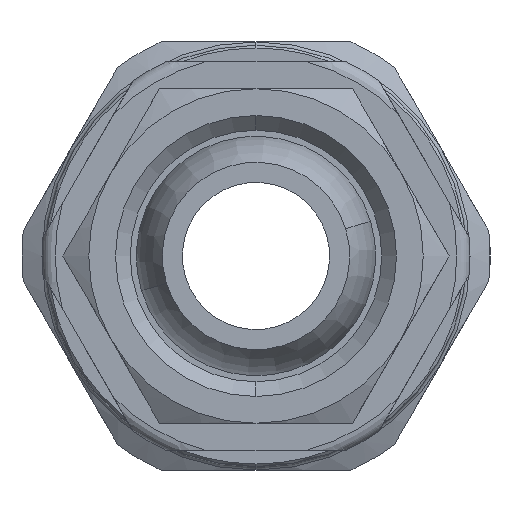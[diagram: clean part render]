
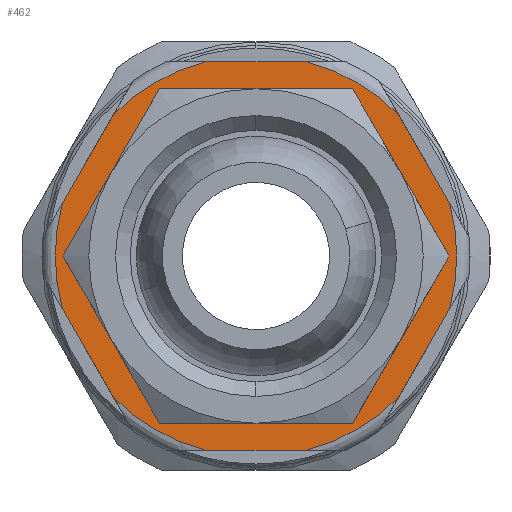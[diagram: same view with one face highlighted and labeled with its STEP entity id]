
A CAD part, left-side view. The second image highlights one B-rep face of the part: STEP entity #462.
In plain terms, the highlighted planar face has unit normal (-1, 0, 0).
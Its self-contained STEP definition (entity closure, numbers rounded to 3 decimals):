
#54 = DIRECTION ( 'NONE',  ( 0., -0.5, -0.866 ) ) ;
#56 = CARTESIAN_POINT ( 'NONE',  ( -3.55, 8.372, -14.5 ) ) ;
#78 = CARTESIAN_POINT ( 'NONE',  ( -3.55, -10.637, -10.576 ) ) ;
#81 = CARTESIAN_POINT ( 'NONE',  ( -3.55, -14.478, 3.924 ) ) ;
#83 = VERTEX_POINT ( 'NONE', #78 ) ;
#84 = VERTEX_POINT ( 'NONE', #81 ) ;
#90 = AXIS2_PLACEMENT_3D ( 'NONE', #966, #978, #987 ) ;
#97 = AXIS2_PLACEMENT_3D ( 'NONE', #3801, #3823, #807 ) ;
#99 = AXIS2_PLACEMENT_3D ( 'NONE', #824, #809, #808 ) ;
#101 = AXIS2_PLACEMENT_3D ( 'NONE', #829, #823, #830 ) ;
#104 = AXIS2_PLACEMENT_3D ( 'NONE', #3793, #3788, #3796 ) ;
#220 = EDGE_CURVE ( 'NONE', #3489, #3389, #1628, .T. ) ;
#229 = EDGE_CURVE ( 'NONE', #3442, #3539, #1636, .T. ) ;
#235 = EDGE_CURVE ( 'NONE', #3541, #83, #1642, .T. ) ;
#236 = EDGE_CURVE ( 'NONE', #83, #3444, #1641, .T. ) ;
#257 = EDGE_CURVE ( 'NONE', #3444, #84, #729, .T. ) ;
#259 = EDGE_CURVE ( 'NONE', #3425, #3541, #728, .T. ) ;
#260 = EDGE_CURVE ( 'NONE', #3539, #3446, #731, .T. ) ;
#275 = EDGE_CURVE ( 'NONE', #3503, #3476, #1852, .T. ) ;
#278 = EDGE_CURVE ( 'NONE', #3446, #3383, #2395, .T. ) ;
#279 = EDGE_CURVE ( 'NONE', #3383, #3388, #1854, .T. ) ;
#282 = EDGE_CURVE ( 'NONE', #3388, #3489, #2427, .T. ) ;
#288 = EDGE_CURVE ( 'NONE', #3389, #3425, #364, .T. ) ;
#364 = CIRCLE ( 'NONE', #104, 15. ) ;
#462 = ADVANCED_FACE ( 'NONE', ( #2794, #2795 ), #780, .T. ) ;
#544 = CARTESIAN_POINT ( 'NONE',  ( -3.55, 3.841, -14.5 ) ) ;
#561 = CARTESIAN_POINT ( 'NONE',  ( -3.55, -10.637, 10.576 ) ) ;
#563 = CARTESIAN_POINT ( 'NONE',  ( -3.55, -14.478, -3.924 ) ) ;
#565 = CARTESIAN_POINT ( 'NONE',  ( -3.55, 3.841, 14.5 ) ) ;
#595 = CARTESIAN_POINT ( 'NONE',  ( -3.55, 7.967, 4.6 ) ) ;
#608 = CARTESIAN_POINT ( 'NONE',  ( -3.55, 14.478, -3.924 ) ) ;
#622 = CARTESIAN_POINT ( 'NONE',  ( -3.55, -7.967, -4.6 ) ) ;
#658 = CARTESIAN_POINT ( 'NONE',  ( -3.55, -3.841, 14.5 ) ) ;
#660 = CARTESIAN_POINT ( 'NONE',  ( -3.55, -3.841, -14.5 ) ) ;
#728 = LINE ( 'NONE', #3685, #730 ) ;
#729 = CIRCLE ( 'NONE', #90, 15. ) ;
#730 = VECTOR ( 'NONE', #3684, 1000. ) ;
#731 = LINE ( 'NONE', #3674, #732 ) ;
#732 = VECTOR ( 'NONE', #3673, 1000. ) ;
#780 = PLANE ( 'NONE',  #2480 ) ;
#781 = CARTESIAN_POINT ( 'NONE',  ( -3.55, -7.5, 12.99 ) ) ;
#782 = DIRECTION ( 'NONE',  ( -1., 0., 0. ) ) ;
#783 = DIRECTION ( 'NONE',  ( 0., -0.866, -0.5 ) ) ;
#795 = CARTESIAN_POINT ( 'NONE',  ( -3.55, 16.743, 0. ) ) ;
#796 = DIRECTION ( 'NONE',  ( 0., 0.5, -0.866 ) ) ;
#807 = DIRECTION ( 'NONE',  ( 0., -0.866, -0.5 ) ) ;
#808 = DIRECTION ( 'NONE',  ( 0., -0.866, -0.5 ) ) ;
#809 = DIRECTION ( 'NONE',  ( -1., 0., 0. ) ) ;
#823 = DIRECTION ( 'NONE',  ( -1., 0., 0. ) ) ;
#824 = CARTESIAN_POINT ( 'NONE',  ( -3.55, 0., 0. ) ) ;
#829 = CARTESIAN_POINT ( 'NONE',  ( -3.55, 0., 0. ) ) ;
#830 = DIRECTION ( 'NONE',  ( 0., -0.866, -0.5 ) ) ;
#891 = AXIS2_PLACEMENT_3D ( 'NONE', #3106, #3153, #3152 ) ;
#893 = AXIS2_PLACEMENT_3D ( 'NONE', #3126, #3130, #3132 ) ;
#966 = CARTESIAN_POINT ( 'NONE',  ( -3.55, 0., 0. ) ) ;
#978 = DIRECTION ( 'NONE',  ( -1., 0., 0. ) ) ;
#987 = DIRECTION ( 'NONE',  ( 0., -0.866, -0.5 ) ) ;
#1278 = ORIENTED_EDGE ( 'NONE', *, *, #275, .F. ) ;
#1279 = ORIENTED_EDGE ( 'NONE', *, *, #3759, .F. ) ;
#1280 = ORIENTED_EDGE ( 'NONE', *, *, #278, .T. ) ;
#1281 = ORIENTED_EDGE ( 'NONE', *, *, #279, .T. ) ;
#1282 = ORIENTED_EDGE ( 'NONE', *, *, #282, .T. ) ;
#1283 = ORIENTED_EDGE ( 'NONE', *, *, #220, .T. ) ;
#1284 = ORIENTED_EDGE ( 'NONE', *, *, #288, .T. ) ;
#1285 = ORIENTED_EDGE ( 'NONE', *, *, #259, .T. ) ;
#1286 = ORIENTED_EDGE ( 'NONE', *, *, #235, .T. ) ;
#1287 = ORIENTED_EDGE ( 'NONE', *, *, #236, .T. ) ;
#1288 = ORIENTED_EDGE ( 'NONE', *, *, #257, .T. ) ;
#1289 = ORIENTED_EDGE ( 'NONE', *, *, #3615, .T. ) ;
#1290 = ORIENTED_EDGE ( 'NONE', *, *, #229, .T. ) ;
#1291 = ORIENTED_EDGE ( 'NONE', *, *, #260, .T. ) ;
#1492 = EDGE_LOOP ( 'NONE', ( #1280, #1281, #1282, #1283, #1284, #1285, #1286, #1287, #1288, #1289, #1290, #1291 ) ) ;
#1494 = EDGE_LOOP ( 'NONE', ( #1278, #1279 ) ) ;
#1628 = LINE ( 'NONE', #56, #1630 ) ;
#1630 = VECTOR ( 'NONE', #54, 1000. ) ;
#1636 = CIRCLE ( 'NONE', #891, 15. ) ;
#1641 = LINE ( 'NONE', #3125, #1643 ) ;
#1642 = CIRCLE ( 'NONE', #893, 15. ) ;
#1643 = VECTOR ( 'NONE', #3164, 1000. ) ;
#1852 = CIRCLE ( 'NONE', #97, 9.2 ) ;
#1854 = LINE ( 'NONE', #795, #2396 ) ;
#2168 = CARTESIAN_POINT ( 'NONE',  ( -3.55, 10.637, 10.576 ) ) ;
#2173 = CARTESIAN_POINT ( 'NONE',  ( -3.55, 14.478, 3.924 ) ) ;
#2174 = CARTESIAN_POINT ( 'NONE',  ( -3.55, 10.637, -10.576 ) ) ;
#2235 = AXIS2_PLACEMENT_3D ( 'NONE', #2435, #2436, #2437 ) ;
#2395 = CIRCLE ( 'NONE', #99, 15. ) ;
#2396 = VECTOR ( 'NONE', #796, 1000. ) ;
#2427 = CIRCLE ( 'NONE', #101, 15. ) ;
#2435 = CARTESIAN_POINT ( 'NONE',  ( -3.55, 0., 0. ) ) ;
#2436 = DIRECTION ( 'NONE',  ( -1., 0., 0. ) ) ;
#2437 = DIRECTION ( 'NONE',  ( 0., -0.866, -0.5 ) ) ;
#2480 = AXIS2_PLACEMENT_3D ( 'NONE', #781, #782, #783 ) ;
#2794 = FACE_BOUND ( 'NONE', #1494, .T. ) ;
#2795 = FACE_OUTER_BOUND ( 'NONE', #1492, .T. ) ;
#3016 = LINE ( 'NONE', #3301, #3018 ) ;
#3018 = VECTOR ( 'NONE', #3302, 1000. ) ;
#3088 = CIRCLE ( 'NONE', #2235, 9.2 ) ;
#3106 = CARTESIAN_POINT ( 'NONE',  ( -3.55, 0., 0. ) ) ;
#3125 = CARTESIAN_POINT ( 'NONE',  ( -3.55, -16.743, 0. ) ) ;
#3126 = CARTESIAN_POINT ( 'NONE',  ( -3.55, 0., 0. ) ) ;
#3130 = DIRECTION ( 'NONE',  ( -1., 0., 0. ) ) ;
#3132 = DIRECTION ( 'NONE',  ( 0., -0.866, -0.5 ) ) ;
#3152 = DIRECTION ( 'NONE',  ( 0., -0.866, -0.5 ) ) ;
#3153 = DIRECTION ( 'NONE',  ( -1., 0., 0. ) ) ;
#3164 = DIRECTION ( 'NONE',  ( 0., -0.5, 0.866 ) ) ;
#3301 = CARTESIAN_POINT ( 'NONE',  ( -3.55, -8.372, 14.5 ) ) ;
#3302 = DIRECTION ( 'NONE',  ( 0., 0.5, 0.866 ) ) ;
#3383 = VERTEX_POINT ( 'NONE', #2168 ) ;
#3388 = VERTEX_POINT ( 'NONE', #2173 ) ;
#3389 = VERTEX_POINT ( 'NONE', #2174 ) ;
#3425 = VERTEX_POINT ( 'NONE', #544 ) ;
#3442 = VERTEX_POINT ( 'NONE', #561 ) ;
#3444 = VERTEX_POINT ( 'NONE', #563 ) ;
#3446 = VERTEX_POINT ( 'NONE', #565 ) ;
#3476 = VERTEX_POINT ( 'NONE', #595 ) ;
#3489 = VERTEX_POINT ( 'NONE', #608 ) ;
#3503 = VERTEX_POINT ( 'NONE', #622 ) ;
#3539 = VERTEX_POINT ( 'NONE', #658 ) ;
#3541 = VERTEX_POINT ( 'NONE', #660 ) ;
#3615 = EDGE_CURVE ( 'NONE', #84, #3442, #3016, .T. ) ;
#3673 = DIRECTION ( 'NONE',  ( 0., 1., 0. ) ) ;
#3674 = CARTESIAN_POINT ( 'NONE',  ( -3.55, 8.372, 14.5 ) ) ;
#3684 = DIRECTION ( 'NONE',  ( 0., -1., 0. ) ) ;
#3685 = CARTESIAN_POINT ( 'NONE',  ( -3.55, -8.372, -14.5 ) ) ;
#3759 = EDGE_CURVE ( 'NONE', #3476, #3503, #3088, .T. ) ;
#3788 = DIRECTION ( 'NONE',  ( -1., 0., 0. ) ) ;
#3793 = CARTESIAN_POINT ( 'NONE',  ( -3.55, 0., 0. ) ) ;
#3796 = DIRECTION ( 'NONE',  ( 0., -0.866, -0.5 ) ) ;
#3801 = CARTESIAN_POINT ( 'NONE',  ( -3.55, 0., 0. ) ) ;
#3823 = DIRECTION ( 'NONE',  ( -1., 0., 0. ) ) ;
